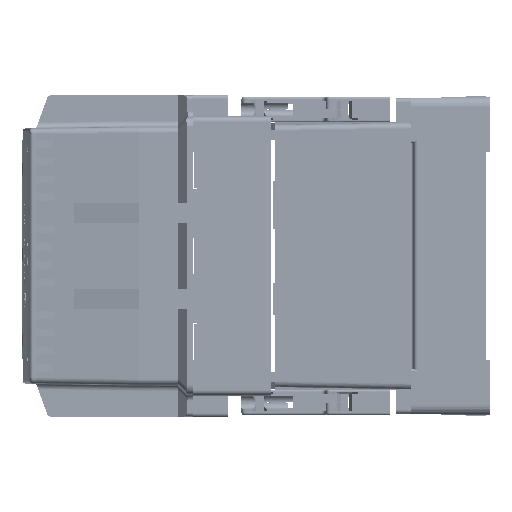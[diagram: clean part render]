
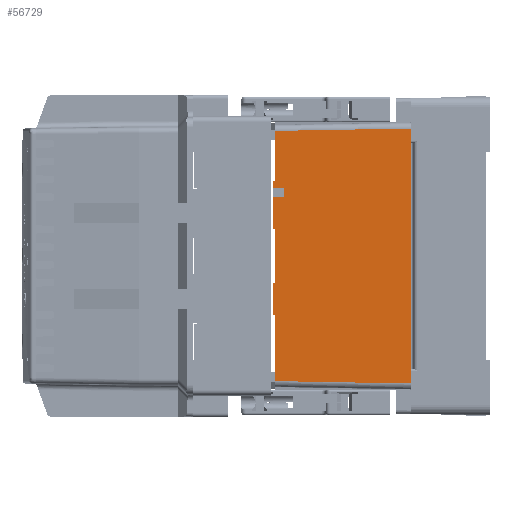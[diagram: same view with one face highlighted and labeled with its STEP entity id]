
A CAD part, left-side view. The second image highlights one B-rep face of the part: STEP entity #56729.
In plain terms, the highlighted planar face has unit normal (-1, 0.018, 0).
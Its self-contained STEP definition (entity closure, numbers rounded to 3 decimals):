
#4490 = EDGE_CURVE ( 'NONE', #231100, #230373, #205078, .T. ) ;
#4518 = EDGE_CURVE ( 'NONE', #36578, #229485, #205183, .T. ) ;
#4894 = EDGE_CURVE ( 'NONE', #36659, #229787, #287218, .T. ) ;
#5004 = VECTOR ( 'NONE', #192857, 1000. ) ;
#5007 = VECTOR ( 'NONE', #192903, 1000. ) ;
#5060 = VECTOR ( 'NONE', #193080, 1000. ) ;
#5113 = VECTOR ( 'NONE', #193356, 1000. ) ;
#7327 = EDGE_CURVE ( 'NONE', #36659, #297228, #30223, .T. ) ;
#7381 = EDGE_CURVE ( 'NONE', #36526, #36633, #152168, .T. ) ;
#7502 = EDGE_CURVE ( 'NONE', #296181, #228323, #153084, .T. ) ;
#7901 = EDGE_CURVE ( 'NONE', #228323, #230471, #231815, .T. ) ;
#8099 = EDGE_CURVE ( 'NONE', #230471, #35238, #298577, .T. ) ;
#13256 = VECTOR ( 'NONE', #25668, 1000. ) ;
#13825 = CARTESIAN_POINT ( 'NONE',  ( 29.806, 36.983, 15.805 ) ) ;
#21024 = EDGE_LOOP ( 'NONE', ( #254078, #146393, #29572, #30004, #91497, #146906, #254075, #253833, #254003, #254092, #253865, #253719, #253990, #150108, #30433, #183115 ) ) ;
#21854 = CARTESIAN_POINT ( 'NONE',  ( 30.904, 99.9, 108.2 ) ) ;
#25663 = LINE ( 'NONE', #25664, #13256 ) ;
#25664 = CARTESIAN_POINT ( 'NONE',  ( 29.784, 35.725, 142.217 ) ) ;
#25668 = DIRECTION ( 'NONE',  ( 0.017, 1., -0.017 ) ) ;
#29572 = ORIENTED_EDGE ( 'NONE', *, *, #146292, .T. ) ;
#30004 = ORIENTED_EDGE ( 'NONE', *, *, #7381, .F. ) ;
#30223 = LINE ( 'NONE', #30226, #272373 ) ;
#30226 = CARTESIAN_POINT ( 'NONE',  ( 30.983, 104.4, 158. ) ) ;
#30227 = DIRECTION ( 'NONE',  ( 0., 0., 1. ) ) ;
#30433 = ORIENTED_EDGE ( 'NONE', *, *, #4518, .F. ) ;
#33083 = LINE ( 'NONE', #33089, #131864 ) ;
#33089 = CARTESIAN_POINT ( 'NONE',  ( 29.789, 36., 92.2 ) ) ;
#33090 = DIRECTION ( 'NONE',  ( -0.017, -1., 0. ) ) ;
#35151 = VERTEX_POINT ( 'NONE', #125231 ) ;
#35238 = VERTEX_POINT ( 'NONE', #125253 ) ;
#36470 = VERTEX_POINT ( 'NONE', #125941 ) ;
#36481 = VERTEX_POINT ( 'NONE', #125948 ) ;
#36526 = VERTEX_POINT ( 'NONE', #125995 ) ;
#36578 = VERTEX_POINT ( 'NONE', #126068 ) ;
#36633 = VERTEX_POINT ( 'NONE', #126132 ) ;
#36659 = VERTEX_POINT ( 'NONE', #126144 ) ;
#56719 = EDGE_CURVE ( 'NONE', #36470, #231100, #198610, .T. ) ;
#56729 = ADVANCED_FACE ( 'NONE', ( #198878 ), #198897, .T. ) ;
#60133 = EDGE_CURVE ( 'NONE', #35151, #297228, #33083, .T. ) ;
#60380 = EDGE_CURVE ( 'NONE', #36470, #36578, #176481, .T. ) ;
#72376 = VECTOR ( 'NONE', #287237, 1000. ) ;
#72687 = VECTOR ( 'NONE', #205195, 1000. ) ;
#76052 = VECTOR ( 'NONE', #205099, 1000. ) ;
#91497 = ORIENTED_EDGE ( 'NONE', *, *, #145310, .F. ) ;
#93878 = CARTESIAN_POINT ( 'NONE',  ( 31., 105.4, 108.2 ) ) ;
#94395 = CARTESIAN_POINT ( 'NONE',  ( 30.983, 104.4, 92.2 ) ) ;
#117841 = AXIS2_PLACEMENT_3D ( 'NONE', #198963, #198967, #198970 ) ;
#118667 = VECTOR ( 'NONE', #198618, 1000. ) ;
#125231 = CARTESIAN_POINT ( 'NONE',  ( 31., 105.4, 92.2 ) ) ;
#125253 = CARTESIAN_POINT ( 'NONE',  ( 31., 105.4, 112.8 ) ) ;
#125941 = CARTESIAN_POINT ( 'NONE',  ( 30.983, 104.4, 16.982 ) ) ;
#125948 = CARTESIAN_POINT ( 'NONE',  ( 31., 105.4, 116. ) ) ;
#125995 = CARTESIAN_POINT ( 'NONE',  ( 30.983, 104.4, 116. ) ) ;
#126068 = CARTESIAN_POINT ( 'NONE',  ( 30.983, 104.4, 49.8 ) ) ;
#126132 = CARTESIAN_POINT ( 'NONE',  ( 30.983, 104.4, 141.018 ) ) ;
#126144 = CARTESIAN_POINT ( 'NONE',  ( 30.983, 104.4, 65.8 ) ) ;
#131864 = VECTOR ( 'NONE', #33090, 1000. ) ;
#131908 = VECTOR ( 'NONE', #176489, 1000. ) ;
#140518 = CARTESIAN_POINT ( 'NONE',  ( 31., 105.4, 49.8 ) ) ;
#140846 = CARTESIAN_POINT ( 'NONE',  ( 31., 105.4, 65.8 ) ) ;
#141588 = CARTESIAN_POINT ( 'NONE',  ( 29.806, 36.983, 142.195 ) ) ;
#141825 = CARTESIAN_POINT ( 'NONE',  ( 30.904, 99.9, 112.8 ) ) ;
#145280 = EDGE_CURVE ( 'NONE', #35151, #296181, #192811, .T. ) ;
#145283 = EDGE_CURVE ( 'NONE', #35238, #36481, #192749, .T. ) ;
#145310 = EDGE_CURVE ( 'NONE', #36481, #36526, #193071, .T. ) ;
#145346 = EDGE_CURVE ( 'NONE', #229485, #229787, #193320, .T. ) ;
#146292 = EDGE_CURVE ( 'NONE', #230373, #36633, #25663, .T. ) ;
#146393 = ORIENTED_EDGE ( 'NONE', *, *, #4490, .T. ) ;
#146906 = ORIENTED_EDGE ( 'NONE', *, *, #145283, .F. ) ;
#150108 = ORIENTED_EDGE ( 'NONE', *, *, #145346, .F. ) ;
#152168 = LINE ( 'NONE', #152171, #270679 ) ;
#152171 = CARTESIAN_POINT ( 'NONE',  ( 30.983, 104.4, 158. ) ) ;
#152173 = DIRECTION ( 'NONE',  ( 0., 0., 1. ) ) ;
#153084 = LINE ( 'NONE', #153088, #271267 ) ;
#153088 = CARTESIAN_POINT ( 'NONE',  ( 29.789, 36., 108.2 ) ) ;
#153090 = DIRECTION ( 'NONE',  ( -0.017, -1., 0. ) ) ;
#176481 = LINE ( 'NONE', #176486, #131908 ) ;
#176486 = CARTESIAN_POINT ( 'NONE',  ( 30.983, 104.4, 158. ) ) ;
#176489 = DIRECTION ( 'NONE',  ( 0., 0., 1. ) ) ;
#183115 = ORIENTED_EDGE ( 'NONE', *, *, #60380, .F. ) ;
#186099 = VECTOR ( 'NONE', #298646, 1000. ) ;
#186891 = VECTOR ( 'NONE', #231823, 1000. ) ;
#192749 = LINE ( 'NONE', #192866, #5007 ) ;
#192811 = LINE ( 'NONE', #192853, #5004 ) ;
#192853 = CARTESIAN_POINT ( 'NONE',  ( 31., 105.4, 86.95 ) ) ;
#192857 = DIRECTION ( 'NONE',  ( 0., 0., 1. ) ) ;
#192866 = CARTESIAN_POINT ( 'NONE',  ( 31., 105.4, 86.95 ) ) ;
#192903 = DIRECTION ( 'NONE',  ( 0., 0., 1. ) ) ;
#193071 = LINE ( 'NONE', #193077, #5060 ) ;
#193077 = CARTESIAN_POINT ( 'NONE',  ( 29.789, 36., 116. ) ) ;
#193080 = DIRECTION ( 'NONE',  ( -0.017, -1., 0. ) ) ;
#193320 = LINE ( 'NONE', #193347, #5113 ) ;
#193347 = CARTESIAN_POINT ( 'NONE',  ( 31., 105.4, 71.05 ) ) ;
#193356 = DIRECTION ( 'NONE',  ( 0., 0., 1. ) ) ;
#198610 = LINE ( 'NONE', #198613, #118667 ) ;
#198613 = CARTESIAN_POINT ( 'NONE',  ( 29.832, 38.481, 15.831 ) ) ;
#198618 = DIRECTION ( 'NONE',  ( -0.017, -1., -0.017 ) ) ;
#198878 = FACE_OUTER_BOUND ( 'NONE', #21024, .T. ) ;
#198897 = PLANE ( 'NONE',  #117841 ) ;
#198963 = CARTESIAN_POINT ( 'NONE',  ( 29.789, 36., 158. ) ) ;
#198967 = DIRECTION ( 'NONE',  ( -1., 0.017, 0. ) ) ;
#198970 = DIRECTION ( 'NONE',  ( -0.017, -1., 0. ) ) ;
#205078 = LINE ( 'NONE', #205083, #76052 ) ;
#205083 = CARTESIAN_POINT ( 'NONE',  ( 29.806, 36.983, 142.212 ) ) ;
#205099 = DIRECTION ( 'NONE',  ( 0., 0., 1. ) ) ;
#205183 = LINE ( 'NONE', #205186, #72687 ) ;
#205186 = CARTESIAN_POINT ( 'NONE',  ( 29.789, 36., 49.8 ) ) ;
#205195 = DIRECTION ( 'NONE',  ( 0.017, 1., 0. ) ) ;
#228323 = VERTEX_POINT ( 'NONE', #21854 ) ;
#229485 = VERTEX_POINT ( 'NONE', #140518 ) ;
#229787 = VERTEX_POINT ( 'NONE', #140846 ) ;
#230373 = VERTEX_POINT ( 'NONE', #141588 ) ;
#230471 = VERTEX_POINT ( 'NONE', #141825 ) ;
#231100 = VERTEX_POINT ( 'NONE', #13825 ) ;
#231815 = LINE ( 'NONE', #231820, #186891 ) ;
#231820 = CARTESIAN_POINT ( 'NONE',  ( 30.904, 99.9, 108.2 ) ) ;
#231823 = DIRECTION ( 'NONE',  ( 0., 0., 1. ) ) ;
#253719 = ORIENTED_EDGE ( 'NONE', *, *, #7327, .F. ) ;
#253833 = ORIENTED_EDGE ( 'NONE', *, *, #7901, .F. ) ;
#253865 = ORIENTED_EDGE ( 'NONE', *, *, #60133, .T. ) ;
#253990 = ORIENTED_EDGE ( 'NONE', *, *, #4894, .T. ) ;
#254003 = ORIENTED_EDGE ( 'NONE', *, *, #7502, .F. ) ;
#254075 = ORIENTED_EDGE ( 'NONE', *, *, #8099, .F. ) ;
#254078 = ORIENTED_EDGE ( 'NONE', *, *, #56719, .T. ) ;
#254092 = ORIENTED_EDGE ( 'NONE', *, *, #145280, .F. ) ;
#270679 = VECTOR ( 'NONE', #152173, 1000. ) ;
#271267 = VECTOR ( 'NONE', #153090, 1000. ) ;
#272373 = VECTOR ( 'NONE', #30227, 1000. ) ;
#287218 = LINE ( 'NONE', #287235, #72376 ) ;
#287235 = CARTESIAN_POINT ( 'NONE',  ( 29.789, 36., 65.8 ) ) ;
#287237 = DIRECTION ( 'NONE',  ( 0.017, 1., 0. ) ) ;
#296181 = VERTEX_POINT ( 'NONE', #93878 ) ;
#297228 = VERTEX_POINT ( 'NONE', #94395 ) ;
#298577 = LINE ( 'NONE', #298641, #186099 ) ;
#298641 = CARTESIAN_POINT ( 'NONE',  ( 29.789, 36., 112.8 ) ) ;
#298646 = DIRECTION ( 'NONE',  ( 0.017, 1., 0. ) ) ;
